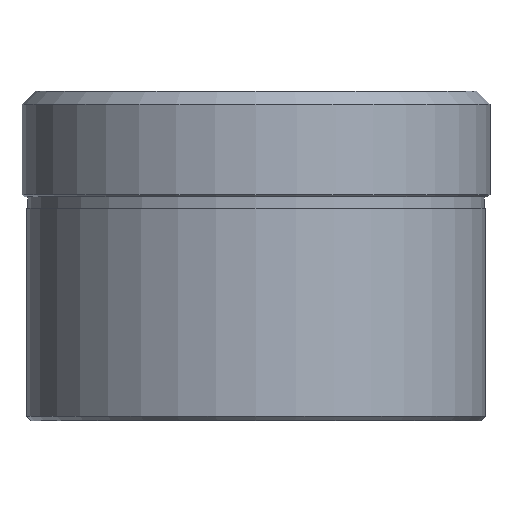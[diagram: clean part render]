
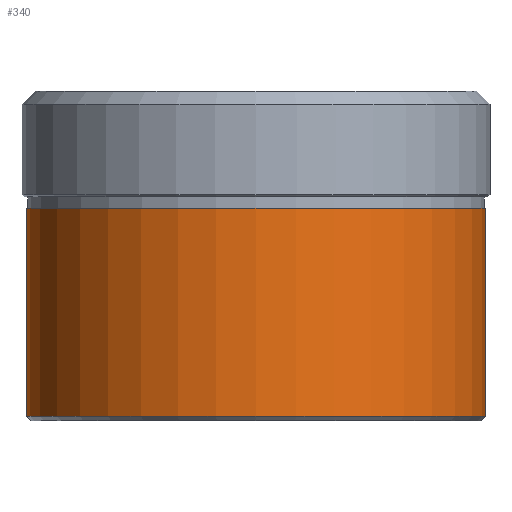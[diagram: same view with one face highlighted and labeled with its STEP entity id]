
A CAD part, front view. The second image highlights one B-rep face of the part: STEP entity #340.
In plain terms, the highlighted cylindrical face has radius 102.25 mm (diameter 204.5 mm), a full revolution.
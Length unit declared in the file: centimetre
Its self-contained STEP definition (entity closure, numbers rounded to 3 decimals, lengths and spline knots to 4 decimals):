
#115=CYLINDRICAL_SURFACE('',#379,10.225);
#133=VERTEX_POINT('',#440);
#134=VERTEX_POINT('',#443);
#156=CIRCLE('',#378,10.225);
#157=CIRCLE('',#380,10.225);
#179=EDGE_CURVE('',#133,#133,#156,.T.);
#180=EDGE_CURVE('',#134,#134,#157,.T.);
#217=ORIENTED_EDGE('',*,*,#180,.F.);
#218=ORIENTED_EDGE('',*,*,#179,.T.);
#263=EDGE_LOOP('',(#217));
#264=EDGE_LOOP('',(#218));
#309=FACE_BOUND('',#263,.T.);
#310=FACE_BOUND('',#264,.T.);
#340=ADVANCED_FACE('',(#309,#310),#115,.T.);
#378=AXIS2_PLACEMENT_3D('',#439,#520,#521);
#379=AXIS2_PLACEMENT_3D('',#441,#522,#523);
#380=AXIS2_PLACEMENT_3D('',#442,#524,#525);
#439=CARTESIAN_POINT('',(0.,0.,-14.3));
#440=CARTESIAN_POINT('',(0.,-10.225,-14.3));
#441=CARTESIAN_POINT('',(0.,0.,-9.66));
#442=CARTESIAN_POINT('',(0.,0.,-5.02));
#443=CARTESIAN_POINT('',(0.,-10.225,-5.02));
#520=DIRECTION('',(0.,0.,1.));
#521=DIRECTION('',(0.,-10.225,0.));
#522=DIRECTION('',(0.,0.,1.));
#523=DIRECTION('',(0.,-10.225,0.));
#524=DIRECTION('',(0.,0.,1.));
#525=DIRECTION('',(0.,-10.225,0.));
